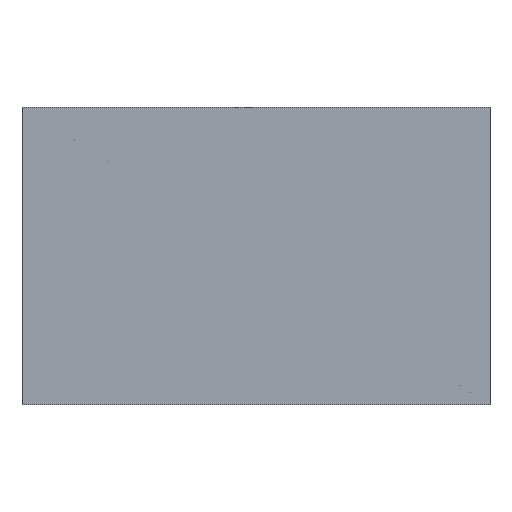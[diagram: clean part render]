
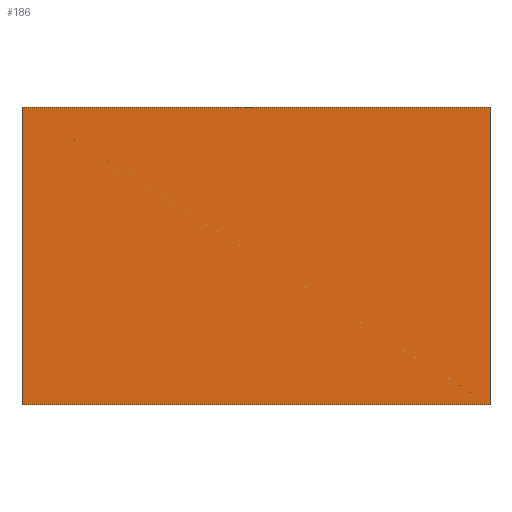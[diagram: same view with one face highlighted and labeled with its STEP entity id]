
A CAD part, left-side view. The second image highlights one B-rep face of the part: STEP entity #186.
In plain terms, the highlighted planar face has unit normal (-1, 0, 0).
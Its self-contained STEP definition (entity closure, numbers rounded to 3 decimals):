
#14=LINE('',#3989,#26);
#22=LINE('',#4004,#34);
#23=LINE('',#4006,#35);
#24=LINE('',#4007,#36);
#26=VECTOR('',#221,10.);
#34=VECTOR('',#233,10.);
#35=VECTOR('',#236,10.);
#36=VECTOR('',#237,10.);
#48=PLANE('',#209);
#60=FACE_OUTER_BOUND('',#72,.T.);
#72=EDGE_LOOP('',(#163,#164,#165,#166));
#96=VERTEX_POINT('',#3986);
#97=VERTEX_POINT('',#3988);
#101=VERTEX_POINT('',#4000);
#102=VERTEX_POINT('',#4002);
#116=EDGE_CURVE('',#96,#97,#14,.T.);
#124=EDGE_CURVE('',#101,#102,#22,.T.);
#125=EDGE_CURVE('',#96,#101,#23,.T.);
#126=EDGE_CURVE('',#97,#102,#24,.T.);
#163=ORIENTED_EDGE('',*,*,#125,.T.);
#164=ORIENTED_EDGE('',*,*,#124,.T.);
#165=ORIENTED_EDGE('',*,*,#126,.F.);
#166=ORIENTED_EDGE('',*,*,#116,.F.);
#186=ADVANCED_FACE('',(#60),#48,.T.);
#209=AXIS2_PLACEMENT_3D('',#4005,#234,#235);
#221=DIRECTION('',(0.,0.,1.));
#233=DIRECTION('',(0.,0.,1.));
#234=DIRECTION('center_axis',(-1.,0.,0.));
#235=DIRECTION('ref_axis',(0.,-1.,0.));
#236=DIRECTION('',(0.,-1.,0.));
#237=DIRECTION('',(0.,-1.,0.));
#3986=CARTESIAN_POINT('',(-4.641,317.836,0.));
#3988=CARTESIAN_POINT('',(-4.641,317.836,420.));
#3989=CARTESIAN_POINT('',(-4.641,317.836,0.));
#4000=CARTESIAN_POINT('',(-4.641,-342.164,0.));
#4002=CARTESIAN_POINT('',(-4.641,-342.164,420.));
#4004=CARTESIAN_POINT('',(-4.641,-342.164,0.));
#4005=CARTESIAN_POINT('Origin',(-4.641,317.836,0.));
#4006=CARTESIAN_POINT('',(-4.641,317.836,0.));
#4007=CARTESIAN_POINT('',(-4.641,317.836,420.));
